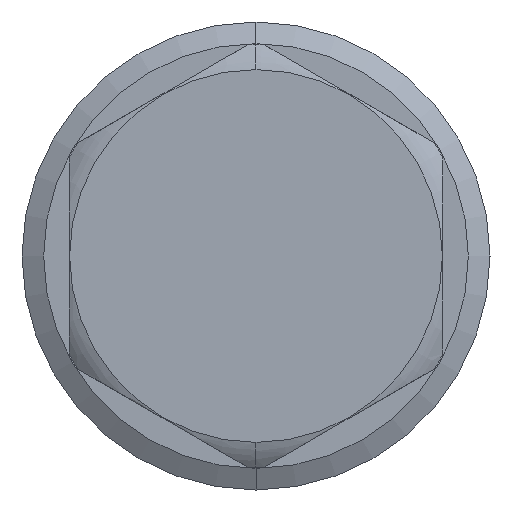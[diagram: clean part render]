
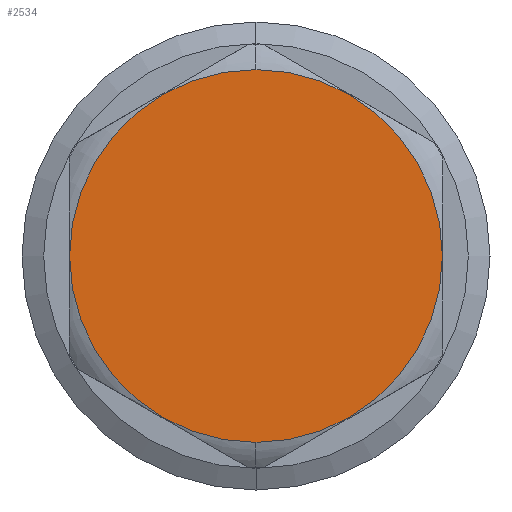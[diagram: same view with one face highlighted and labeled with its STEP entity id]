
A CAD part, left-side view. The second image highlights one B-rep face of the part: STEP entity #2534.
In plain terms, the highlighted planar face has unit normal (-1, 0, 0).
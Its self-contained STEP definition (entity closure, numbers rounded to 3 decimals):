
#14 = EDGE_CURVE ( 'NONE', #3451, #797, #2156, .T. ) ;
#402 = CARTESIAN_POINT ( 'NONE',  ( -19., 0., 15.8 ) ) ;
#797 = VERTEX_POINT ( 'NONE', #402 ) ;
#960 = DIRECTION ( 'NONE',  ( 0., 0., 1. ) ) ;
#1128 = AXIS2_PLACEMENT_3D ( 'NONE', #6151, #2570, #960 ) ;
#1502 = EDGE_CURVE ( 'NONE', #797, #3451, #6146, .T. ) ;
#1621 = AXIS2_PLACEMENT_3D ( 'NONE', #6677, #3531, #6699 ) ;
#2156 = CIRCLE ( 'NONE', #1128, 15.8 ) ;
#2534 = ADVANCED_FACE ( 'NONE', ( #2956 ), #6594, .F. ) ;
#2570 = DIRECTION ( 'NONE',  ( -1., 0., 0. ) ) ;
#2956 = FACE_OUTER_BOUND ( 'NONE', #6014, .T. ) ;
#3061 = DIRECTION ( 'NONE',  ( 0., 0., -1. ) ) ;
#3451 = VERTEX_POINT ( 'NONE', #4105 ) ;
#3531 = DIRECTION ( 'NONE',  ( -1., 0., 0. ) ) ;
#4105 = CARTESIAN_POINT ( 'NONE',  ( -19., 0., -15.8 ) ) ;
#4571 = DIRECTION ( 'NONE',  ( 1., 0., 0. ) ) ;
#4846 = ORIENTED_EDGE ( 'NONE', *, *, #14, .T. ) ;
#5024 = CARTESIAN_POINT ( 'NONE',  ( -19., -15.85, -27.453 ) ) ;
#5498 = AXIS2_PLACEMENT_3D ( 'NONE', #5024, #4571, #3061 ) ;
#6014 = EDGE_LOOP ( 'NONE', ( #6430, #4846 ) ) ;
#6146 = CIRCLE ( 'NONE', #1621, 15.8 ) ;
#6151 = CARTESIAN_POINT ( 'NONE',  ( -19., 0., 0. ) ) ;
#6430 = ORIENTED_EDGE ( 'NONE', *, *, #1502, .T. ) ;
#6594 = PLANE ( 'NONE',  #5498 ) ;
#6677 = CARTESIAN_POINT ( 'NONE',  ( -19., 0., 0. ) ) ;
#6699 = DIRECTION ( 'NONE',  ( 0., 0., 1. ) ) ;
